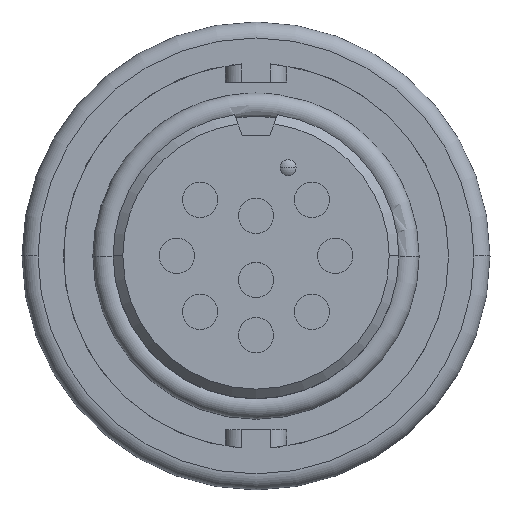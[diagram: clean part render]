
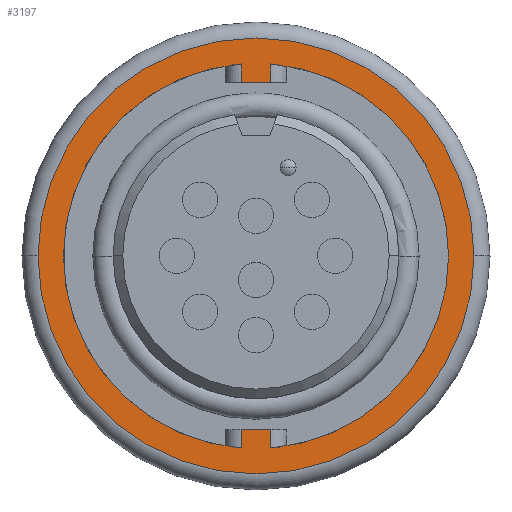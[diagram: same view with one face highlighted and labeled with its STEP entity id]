
A CAD part, top view. The second image highlights one B-rep face of the part: STEP entity #3197.
In plain terms, the highlighted planar face has unit normal (0, 0, 1).
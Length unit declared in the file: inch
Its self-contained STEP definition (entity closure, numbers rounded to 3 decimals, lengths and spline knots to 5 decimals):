
#682 = CARTESIAN_POINT ( 'NONE',  ( 0., 0., -0.08324 ) ) ;
#683 = DIRECTION ( 'NONE',  ( 0., 0., 1. ) ) ;
#684 = DIRECTION ( 'NONE',  ( 1., 0., 0. ) ) ;
#705 = CARTESIAN_POINT ( 'NONE',  ( 0., 0., -0.08324 ) ) ;
#706 = DIRECTION ( 'NONE',  ( 0., 0., 1. ) ) ;
#707 = DIRECTION ( 'NONE',  ( 1., 0., 0. ) ) ;
#1144 = CIRCLE ( 'NONE', #1170, 0.4075 ) ;
#1145 = VECTOR ( 'NONE', #8836, 39.37008 ) ;
#1170 = AXIS2_PLACEMENT_3D ( 'NONE', #8839, #8840, #8841 ) ;
#2534 = EDGE_CURVE ( 'NONE', #10918, #10906, #12623, .T. ) ;
#2536 = EDGE_CURVE ( 'NONE', #10936, #10937, #1144, .T. ) ;
#2560 = EDGE_CURVE ( 'NONE', #10928, #10911, #12630, .T. ) ;
#2561 = EDGE_CURVE ( 'NONE', #10924, #10905, #12631, .T. ) ;
#2563 = EDGE_CURVE ( 'NONE', #10919, #10910, #12632, .T. ) ;
#2768 = EDGE_CURVE ( 'NONE', #10929, #10928, #9988, .T. ) ;
#2777 = EDGE_CURVE ( 'NONE', #10937, #10936, #9989, .T. ) ;
#3197 = ADVANCED_FACE ( 'NONE', ( #12959, #12960 ), #5777, .T. ) ;
#4838 = AXIS2_PLACEMENT_3D ( 'NONE', #5778, #5779, #5780 ) ;
#5006 = CIRCLE ( 'NONE', #5010, 0.36 ) ;
#5010 = AXIS2_PLACEMENT_3D ( 'NONE', #6668, #6669, #6670 ) ;
#5110 = CIRCLE ( 'NONE', #5112, 0.36 ) ;
#5112 = AXIS2_PLACEMENT_3D ( 'NONE', #7064, #7065, #7066 ) ;
#5777 = PLANE ( 'NONE',  #4838 ) ;
#5778 = CARTESIAN_POINT ( 'NONE',  ( 0., 0., -0.08324 ) ) ;
#5779 = DIRECTION ( 'NONE',  ( 0., 0., 1. ) ) ;
#5780 = DIRECTION ( 'NONE',  ( 1., 0., 0. ) ) ;
#6668 = CARTESIAN_POINT ( 'NONE',  ( 0., 0., -0.08324 ) ) ;
#6669 = DIRECTION ( 'NONE',  ( 0., 0., 1. ) ) ;
#6670 = DIRECTION ( 'NONE',  ( 1., 0., 0. ) ) ;
#7064 = CARTESIAN_POINT ( 'NONE',  ( 0., 0., -0.08324 ) ) ;
#7065 = DIRECTION ( 'NONE',  ( 0., 0., 1. ) ) ;
#7066 = DIRECTION ( 'NONE',  ( 1., 0., 0. ) ) ;
#7480 = LINE ( 'NONE', #7823, #7635 ) ;
#7481 = LINE ( 'NONE', #7854, #7642 ) ;
#7635 = VECTOR ( 'NONE', #7824, 39.37008 ) ;
#7642 = VECTOR ( 'NONE', #7855, 39.37008 ) ;
#7823 = CARTESIAN_POINT ( 'NONE',  ( 0.0275, -0.325, -0.08324 ) ) ;
#7824 = DIRECTION ( 'NONE',  ( -1., 0., 0. ) ) ;
#7854 = CARTESIAN_POINT ( 'NONE',  ( -0.0275, 0.325, -0.08324 ) ) ;
#7855 = DIRECTION ( 'NONE',  ( 1., 0., 0. ) ) ;
#7979 = CARTESIAN_POINT ( 'NONE',  ( 0.0275, -0.325, -0.08324 ) ) ;
#7980 = CARTESIAN_POINT ( 'NONE',  ( -0.0275, -0.325, -0.08324 ) ) ;
#7984 = CARTESIAN_POINT ( 'NONE',  ( -0.0275, 0.325, -0.08324 ) ) ;
#7985 = CARTESIAN_POINT ( 'NONE',  ( 0.0275, 0.325, -0.08324 ) ) ;
#7992 = CARTESIAN_POINT ( 'NONE',  ( -0.0275, -0.35895, -0.08324 ) ) ;
#7993 = CARTESIAN_POINT ( 'NONE',  ( -0.0275, 0.35895, -0.08324 ) ) ;
#7998 = CARTESIAN_POINT ( 'NONE',  ( 0.0275, -0.35895, -0.08324 ) ) ;
#8002 = CARTESIAN_POINT ( 'NONE',  ( 0.0275, 0.35895, -0.08324 ) ) ;
#8003 = CARTESIAN_POINT ( 'NONE',  ( 0.36, 0., -0.08324 ) ) ;
#8010 = CARTESIAN_POINT ( 'NONE',  ( 0.4075, 0., -0.08324 ) ) ;
#8011 = CARTESIAN_POINT ( 'NONE',  ( -0.4075, 0., -0.08324 ) ) ;
#8835 = CARTESIAN_POINT ( 'NONE',  ( -0.0275, -0.375, -0.08324 ) ) ;
#8836 = DIRECTION ( 'NONE',  ( 0., 1., 0. ) ) ;
#8839 = CARTESIAN_POINT ( 'NONE',  ( 0., 0., -0.08324 ) ) ;
#8840 = DIRECTION ( 'NONE',  ( 0., 0., 1. ) ) ;
#8841 = DIRECTION ( 'NONE',  ( 1., 0., 0. ) ) ;
#9015 = CARTESIAN_POINT ( 'NONE',  ( 0.0275, 0.375, -0.08324 ) ) ;
#9016 = DIRECTION ( 'NONE',  ( 0., -1., 0. ) ) ;
#9017 = CARTESIAN_POINT ( 'NONE',  ( 0.0275, -0.375, -0.08324 ) ) ;
#9018 = DIRECTION ( 'NONE',  ( 0., 1., 0. ) ) ;
#9022 = CARTESIAN_POINT ( 'NONE',  ( -0.0275, 0.375, -0.08324 ) ) ;
#9023 = DIRECTION ( 'NONE',  ( 0., -1., 0. ) ) ;
#9472 = EDGE_CURVE ( 'NONE', #10924, #10929, #5006, .T. ) ;
#9576 = EDGE_CURVE ( 'NONE', #10919, #10918, #5110, .T. ) ;
#9879 = VECTOR ( 'NONE', #9023, 39.37008 ) ;
#9905 = VECTOR ( 'NONE', #9016, 39.37008 ) ;
#9962 = AXIS2_PLACEMENT_3D ( 'NONE', #682, #683, #684 ) ;
#9967 = VECTOR ( 'NONE', #9018, 39.37008 ) ;
#9988 = CIRCLE ( 'NONE', #9962, 0.36 ) ;
#9989 = CIRCLE ( 'NONE', #10126, 0.4075 ) ;
#10126 = AXIS2_PLACEMENT_3D ( 'NONE', #705, #706, #707 ) ;
#10283 = EDGE_LOOP ( 'NONE', ( #11292, #11293, #11290, #11295, #11294, #11296, #11297, #11298, #11299 ) ) ;
#10300 = EDGE_LOOP ( 'NONE', ( #11301, #11302 ) ) ;
#10680 = EDGE_CURVE ( 'NONE', #10905, #10906, #7480, .T. ) ;
#10687 = EDGE_CURVE ( 'NONE', #10910, #10911, #7481, .T. ) ;
#10905 = VERTEX_POINT ( 'NONE', #7979 ) ;
#10906 = VERTEX_POINT ( 'NONE', #7980 ) ;
#10910 = VERTEX_POINT ( 'NONE', #7984 ) ;
#10911 = VERTEX_POINT ( 'NONE', #7985 ) ;
#10918 = VERTEX_POINT ( 'NONE', #7992 ) ;
#10919 = VERTEX_POINT ( 'NONE', #7993 ) ;
#10924 = VERTEX_POINT ( 'NONE', #7998 ) ;
#10928 = VERTEX_POINT ( 'NONE', #8002 ) ;
#10929 = VERTEX_POINT ( 'NONE', #8003 ) ;
#10936 = VERTEX_POINT ( 'NONE', #8010 ) ;
#10937 = VERTEX_POINT ( 'NONE', #8011 ) ;
#11290 = ORIENTED_EDGE ( 'NONE', *, *, #10680, .T. ) ;
#11292 = ORIENTED_EDGE ( 'NONE', *, *, #9472, .F. ) ;
#11293 = ORIENTED_EDGE ( 'NONE', *, *, #2561, .T. ) ;
#11294 = ORIENTED_EDGE ( 'NONE', *, *, #9576, .F. ) ;
#11295 = ORIENTED_EDGE ( 'NONE', *, *, #2534, .F. ) ;
#11296 = ORIENTED_EDGE ( 'NONE', *, *, #2563, .T. ) ;
#11297 = ORIENTED_EDGE ( 'NONE', *, *, #10687, .T. ) ;
#11298 = ORIENTED_EDGE ( 'NONE', *, *, #2560, .F. ) ;
#11299 = ORIENTED_EDGE ( 'NONE', *, *, #2768, .F. ) ;
#11301 = ORIENTED_EDGE ( 'NONE', *, *, #2536, .T. ) ;
#11302 = ORIENTED_EDGE ( 'NONE', *, *, #2777, .T. ) ;
#12623 = LINE ( 'NONE', #8835, #1145 ) ;
#12630 = LINE ( 'NONE', #9015, #9905 ) ;
#12631 = LINE ( 'NONE', #9017, #9967 ) ;
#12632 = LINE ( 'NONE', #9022, #9879 ) ;
#12959 = FACE_BOUND ( 'NONE', #10283, .T. ) ;
#12960 = FACE_OUTER_BOUND ( 'NONE', #10300, .T. ) ;
